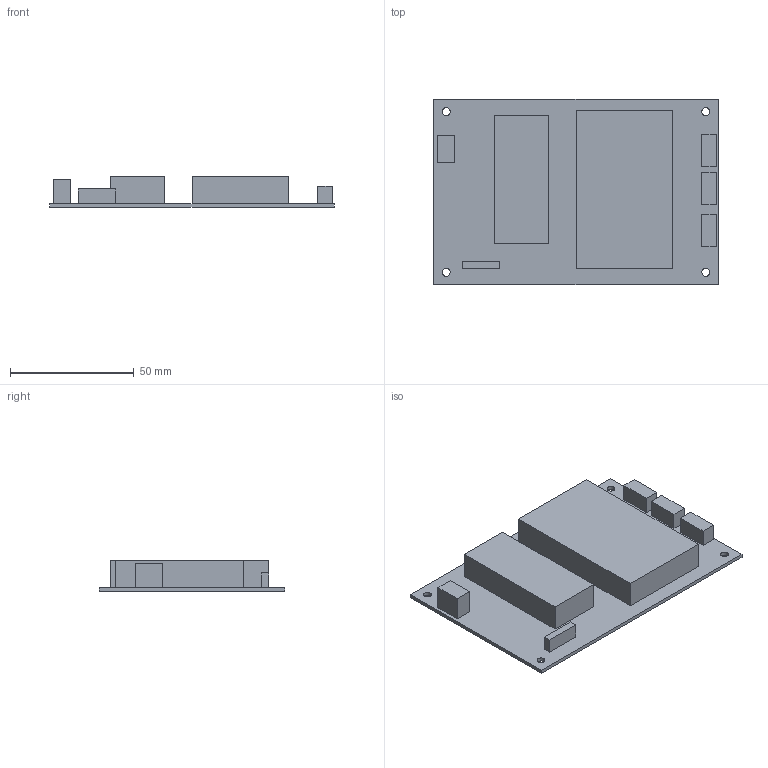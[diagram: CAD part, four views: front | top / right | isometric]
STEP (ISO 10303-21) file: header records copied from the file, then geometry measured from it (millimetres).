
FILE_DESCRIPTION(/* description */ ('KiCad electronic assembly','CAx-IF Rec.Pracs.---Representation and Presentation of Product Manufacturing Information (PMI)---4.0---2014-10-13'),/* implementation_level */ '2;1');
FILE_NAME(/* name */ 'mock-CORE-R0.step',/* time_stamp */ '2025-03-12T00:13:11+09:00',/* author */ (''),/* organization */ (''),/* preprocessor_version */ 'ST-DEVELOPER v20',/* originating_system */ 'Autodesk Translation Framework v13.20.0.188',/* authorisation */ '');
FILE_SCHEMA (('AP242_MANAGED_MODEL_BASED_3D_ENGINEERING_MIM_LF { 1 0 10303 442 1 1 4 }'));
Length unit declared in the file: millimetre
Products named in the file (2): CORE 1; Component9
Assembly tree (1 placements, depth 2):
  CORE 1
    Component9
Bounding box: 115 x 75 x 12.5 mm (x, y, z)
Volume: 55588.7 mm3; surface area: 31066.9 mm2
Topology: 8 solids, 8 shells, 52 faces, 108 edges, 72 vertices
Faces by surface type: plane 48, cylinder 4
Full cylindrical faces by diameter (mm): 3.2 x4
Entity records: 1424 total; most frequent: CARTESIAN_POINT 235, DIRECTION 226, ORIENTED_EDGE 216, EDGE_CURVE 108, LINE 100, VECTOR 100, VERTEX_POINT 72, AXIS2_PLACEMENT_3D 63
